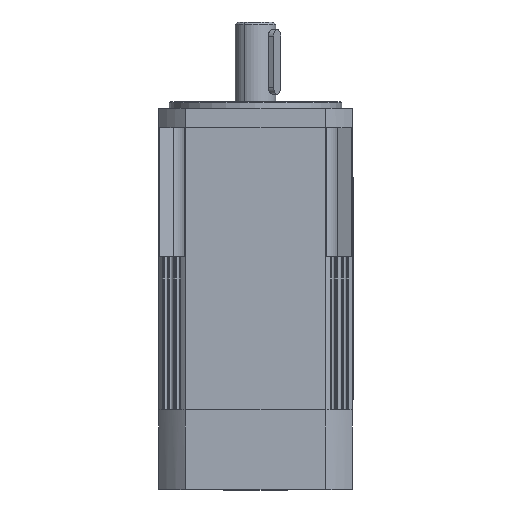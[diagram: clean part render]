
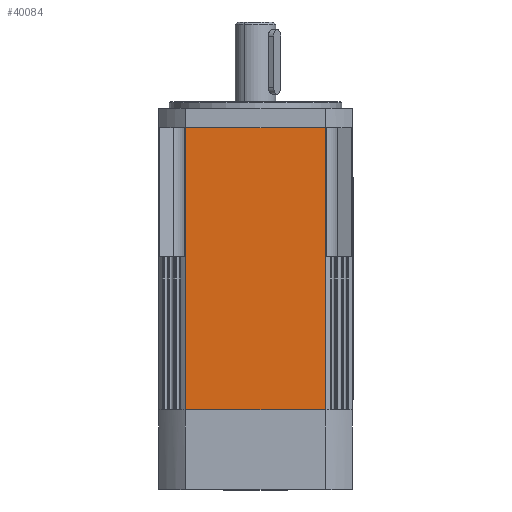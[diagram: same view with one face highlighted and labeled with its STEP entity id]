
A CAD part, front view. The second image highlights one B-rep face of the part: STEP entity #40084.
In plain terms, the highlighted face is planar.
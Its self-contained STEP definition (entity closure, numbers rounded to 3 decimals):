
#34601=CARTESIAN_POINT('',(32.485,-45.0,0.0));
#34602=VERTEX_POINT('',#34601);
#34634=CARTESIAN_POINT('',(-32.485,-45.0,0.0));
#34635=VERTEX_POINT('',#34634);
#34636=CARTESIAN_POINT('',(-32.485,-45.0,0.0));
#34637=DIRECTION('',(1.0,0.0,0.0));
#34638=VECTOR('',#34637,64.969);
#34639=LINE('',#34636,#34638);
#34640=EDGE_CURVE('',#34635,#34602,#34639,.T.);
#36910=CARTESIAN_POINT('',(32.485,-45.0,131.0));
#36911=VERTEX_POINT('',#36910);
#36943=CARTESIAN_POINT('',(-32.485,-45.0,131.0));
#36944=VERTEX_POINT('',#36943);
#36951=CARTESIAN_POINT('',(32.485,-45.0,131.0));
#36952=DIRECTION('',(-1.0,0.0,0.0));
#36953=VECTOR('',#36952,64.969);
#36954=LINE('',#36951,#36953);
#36955=EDGE_CURVE('',#36911,#36944,#36954,.T.);
#39151=CARTESIAN_POINT('',(32.485,-45.0,0.0));
#39152=DIRECTION('',(0.0,0.0,1.0));
#39153=VECTOR('',#39152,131.0);
#39154=LINE('',#39151,#39153);
#39155=EDGE_CURVE('',#34602,#36911,#39154,.T.);
#39457=CARTESIAN_POINT('',(-32.485,-45.0,0.0));
#39458=DIRECTION('',(0.0,0.0,1.0));
#39459=VECTOR('',#39458,131.0);
#39460=LINE('',#39457,#39459);
#39461=EDGE_CURVE('',#34635,#36944,#39460,.T.);
#40073=CARTESIAN_POINT('',(32.485,-45.0,0.0));
#40074=DIRECTION('',(0.0,-1.0,0.0));
#40075=DIRECTION('',(0.0,0.0,-1.0));
#40076=AXIS2_PLACEMENT_3D('',#40073,#40074,#40075);
#40077=PLANE('',#40076);
#40078=ORIENTED_EDGE('',*,*,#36955,.T.);
#40079=ORIENTED_EDGE('',*,*,#39461,.F.);
#40080=ORIENTED_EDGE('',*,*,#34640,.T.);
#40081=ORIENTED_EDGE('',*,*,#39155,.T.);
#40082=EDGE_LOOP('',(#40078,#40079,#40080,#40081));
#40083=FACE_OUTER_BOUND('',#40082,.T.);
#40084=ADVANCED_FACE('',(#40083),#40077,.T.);
